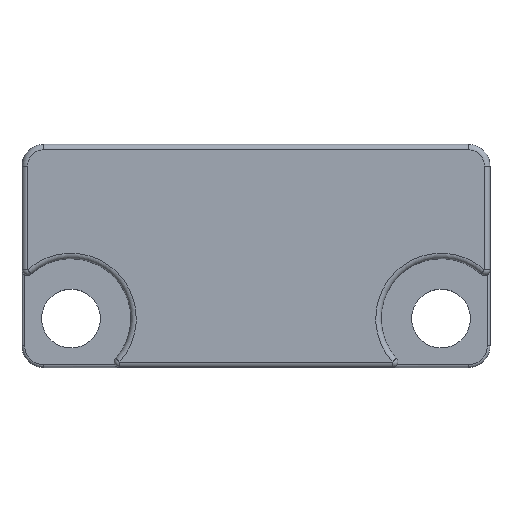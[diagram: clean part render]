
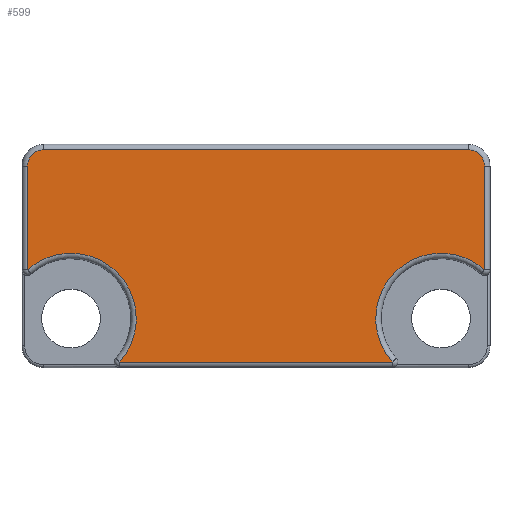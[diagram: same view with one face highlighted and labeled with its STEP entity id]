
A CAD part, top view. The second image highlights one B-rep face of the part: STEP entity #599.
In plain terms, the highlighted planar face has unit normal (0, 0, 1).
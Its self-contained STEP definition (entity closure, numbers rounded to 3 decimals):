
#26=PLANE($,#679);
#65=FACE_OUTER_BOUND($,#103,.T.);
#103=EDGE_LOOP($,(#499,#500,#501,#502,#503,#504,#505,#506));
#148=LINE($,#1048,#184);
#151=LINE($,#1063,#187);
#153=LINE($,#1075,#189);
#154=LINE($,#1082,#190);
#184=VECTOR($,#809,25.056);
#187=VECTOR($,#830,9.528);
#189=VECTOR($,#844,39.);
#190=VECTOR($,#855,9.528);
#214=CIRCLE($,#646,6.);
#221=CIRCLE($,#658,6.);
#227=CIRCLE($,#667,1.5);
#231=CIRCLE($,#673,1.5);
#269=VERTEX_POINT($,#1017);
#271=VERTEX_POINT($,#1023);
#273=VERTEX_POINT($,#1029);
#276=VERTEX_POINT($,#1042);
#280=VERTEX_POINT($,#1061);
#281=VERTEX_POINT($,#1065);
#283=VERTEX_POINT($,#1071);
#285=VERTEX_POINT($,#1077);
#340=EDGE_CURVE($,#273,#269,#214,.T.);
#347=EDGE_CURVE($,#276,#273,#148,.T.);
#350=EDGE_CURVE($,#271,#276,#221,.T.);
#355=EDGE_CURVE($,#269,#280,#151,.T.);
#358=EDGE_CURVE($,#280,#281,#227,.T.);
#361=EDGE_CURVE($,#281,#283,#153,.T.);
#364=EDGE_CURVE($,#283,#285,#231,.T.);
#365=EDGE_CURVE($,#285,#271,#154,.T.);
#499=ORIENTED_EDGE($,*,*,#340,.F.);
#500=ORIENTED_EDGE($,*,*,#347,.F.);
#501=ORIENTED_EDGE($,*,*,#350,.F.);
#502=ORIENTED_EDGE($,*,*,#365,.F.);
#503=ORIENTED_EDGE($,*,*,#364,.F.);
#504=ORIENTED_EDGE($,*,*,#361,.F.);
#505=ORIENTED_EDGE($,*,*,#358,.F.);
#506=ORIENTED_EDGE($,*,*,#355,.F.);
#599=ADVANCED_FACE($,(#65),#26,.T.);
#646=AXIS2_PLACEMENT_3D($,#1035,#790,#791);
#658=AXIS2_PLACEMENT_3D($,#1054,#817,#818);
#667=AXIS2_PLACEMENT_3D($,#1069,#837,#838);
#673=AXIS2_PLACEMENT_3D($,#1080,#851,#852);
#679=AXIS2_PLACEMENT_3D($,#1089,#865,#866);
#790=DIRECTION('center_axis',(0.,0.,1.));
#791=DIRECTION('ref_axis',(0.707,0.707,0.));
#809=DIRECTION($,(-1.,0.,0.));
#817=DIRECTION('center_axis',(0.,0.,1.));
#818=DIRECTION('ref_axis',(-0.707,0.707,0.));
#830=DIRECTION($,(0.,1.,0.));
#837=DIRECTION('center_axis',(0.,0.,-1.));
#838=DIRECTION('ref_axis',(-0.707,0.707,0.));
#844=DIRECTION($,(1.,0.,0.));
#851=DIRECTION('center_axis',(0.,0.,-1.));
#852=DIRECTION('ref_axis',(0.707,0.707,0.));
#855=DIRECTION($,(0.,-1.,0.));
#865=DIRECTION('center_axis',(0.,0.,1.));
#866=DIRECTION('ref_axis',(0.,1.,0.));
#1017=CARTESIAN_POINT('',(-21.,8.972,8.));
#1023=CARTESIAN_POINT('',(21.,8.972,8.));
#1029=CARTESIAN_POINT('',(-12.528,0.5,8.));
#1035=CARTESIAN_POINT('Origin',(-17.,4.5,8.));
#1042=CARTESIAN_POINT('',(12.528,0.5,8.));
#1048=CARTESIAN_POINT($,(9.75,0.5,8.));
#1054=CARTESIAN_POINT('Origin',(17.,4.5,8.));
#1061=CARTESIAN_POINT('',(-21.,18.5,8.));
#1063=CARTESIAN_POINT($,(-21.,6.125,8.));
#1065=CARTESIAN_POINT('',(-19.5,20.,8.));
#1069=CARTESIAN_POINT('Origin',(-19.5,18.5,8.));
#1071=CARTESIAN_POINT('',(19.5,20.,8.));
#1075=CARTESIAN_POINT($,(-9.75,20.,8.));
#1077=CARTESIAN_POINT('',(21.,18.5,8.));
#1080=CARTESIAN_POINT('Origin',(19.5,18.5,8.));
#1082=CARTESIAN_POINT($,(21.,14.375,8.));
#1089=CARTESIAN_POINT('Origin',(0.,10.25,8.));
